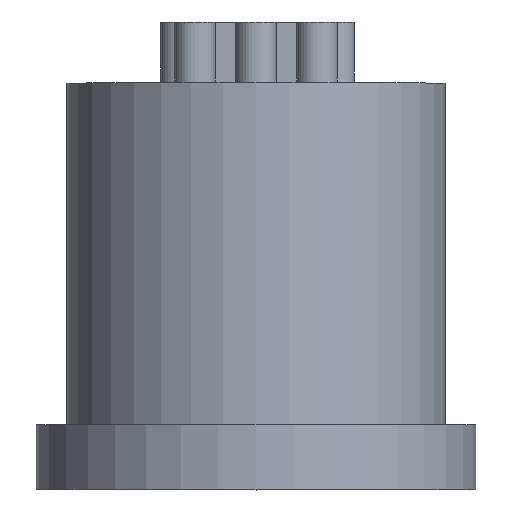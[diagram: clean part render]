
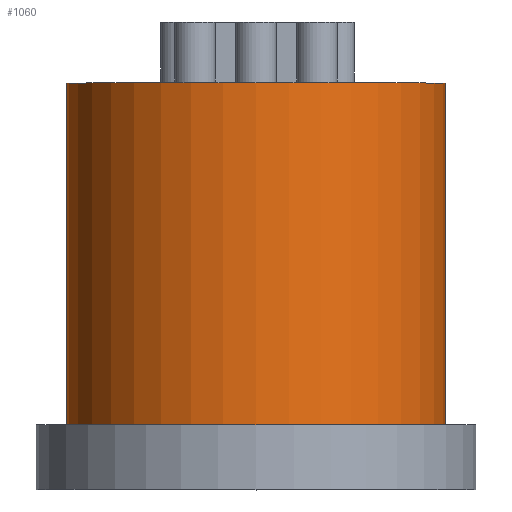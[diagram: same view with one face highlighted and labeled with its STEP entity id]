
A CAD part, top view. The second image highlights one B-rep face of the part: STEP entity #1060.
In plain terms, the highlighted cylindrical face has radius 10.25 mm (diameter 20.5 mm), a partial arc.
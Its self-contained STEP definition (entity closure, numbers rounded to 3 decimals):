
#202=DIRECTION('',(0.,1.,0.));
#203=VECTOR('',#202,18.5);
#204=CARTESIAN_POINT('',(10.25,3.5,0.));
#205=LINE('',#204,#203);
#206=CARTESIAN_POINT('',(0.,3.5,0.));
#207=DIRECTION('',(0.,-1.,0.));
#208=DIRECTION('',(1.,0.,0.));
#209=AXIS2_PLACEMENT_3D('',#206,#207,#208);
#211=DIRECTION('',(0.,1.,0.));
#212=VECTOR('',#211,18.5);
#213=CARTESIAN_POINT('',(-10.25,3.5,0.));
#214=LINE('',#213,#212);
#215=CARTESIAN_POINT('',(0.,22.,0.));
#216=DIRECTION('',(0.,-1.,0.));
#217=DIRECTION('',(1.,0.,0.));
#218=AXIS2_PLACEMENT_3D('',#215,#216,#217);
#557=CARTESIAN_POINT('',(10.25,3.5,0.));
#558=CARTESIAN_POINT('',(10.25,22.,0.));
#559=VERTEX_POINT('',#557);
#560=VERTEX_POINT('',#558);
#569=CARTESIAN_POINT('',(-10.25,3.5,0.));
#570=CARTESIAN_POINT('',(-10.25,22.,0.));
#571=VERTEX_POINT('',#569);
#572=VERTEX_POINT('',#570);
#1048=CARTESIAN_POINT('',(0.,-1.1,0.));
#1049=DIRECTION('',(0.,1.,0.));
#1050=DIRECTION('',(1.,0.,0.));
#1051=AXIS2_PLACEMENT_3D('',#1048,#1049,#1050);
#1052=CYLINDRICAL_SURFACE('',#1051,10.25);
#1053=ORIENTED_EDGE('',*,*,#1038,.F.);
#1054=ORIENTED_EDGE('',*,*,#1028,.T.);
#1055=ORIENTED_EDGE('',*,*,#1042,.T.);
#1057=ORIENTED_EDGE('',*,*,#1056,.F.);
#1058=EDGE_LOOP('',(#1053,#1054,#1055,#1057));
#1059=FACE_OUTER_BOUND('',#1058,.F.);
#1060=ADVANCED_FACE('',(#1059),#1052,.T.);
#210=CIRCLE('',#209,10.25);
#219=CIRCLE('',#218,10.25);
#1028=EDGE_CURVE('',#559,#571,#210,.T.);
#1038=EDGE_CURVE('',#559,#560,#205,.T.);
#1042=EDGE_CURVE('',#571,#572,#214,.T.);
#1056=EDGE_CURVE('',#560,#572,#219,.T.);
